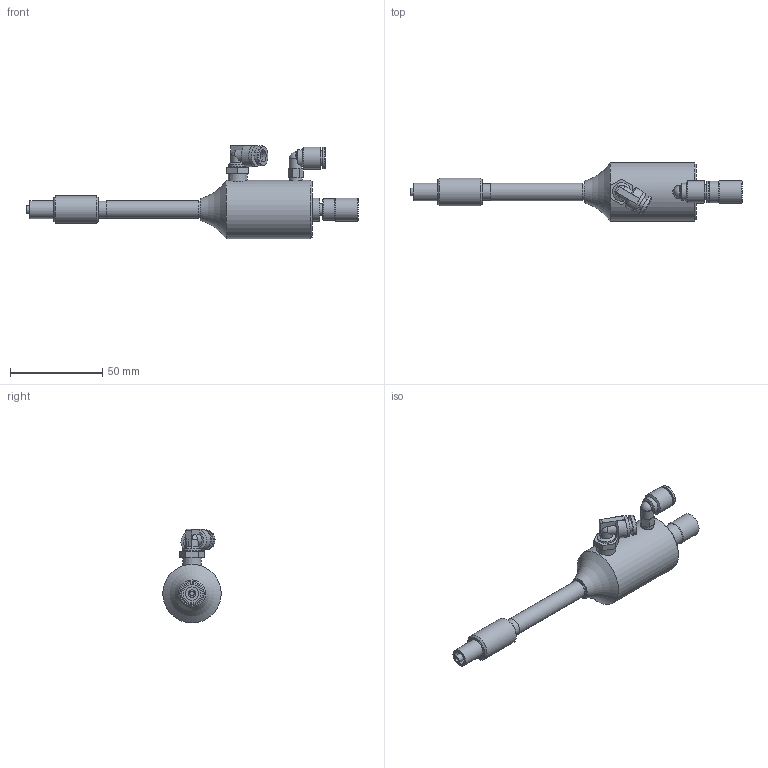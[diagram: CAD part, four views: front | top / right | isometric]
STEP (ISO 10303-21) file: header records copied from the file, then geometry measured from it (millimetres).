
FILE_DESCRIPTION (( 'STEP AP203' ), '1' );
FILE_NAME ('CD-T17384 - 400 COMPLETE.STEP', '2018-03-28T13:36:00', ( '' ), ( '' ), 'SwSTEP 2.0', 'SolidWorks 2017', '' );
FILE_SCHEMA (( 'CONFIG_CONTROL_DESIGN' ));
Length unit declared in the file: inch
Products named in the file (1): CD-T17384 - 400 COMPLETE
Bounding box: 180.16 x 31.75 x 50.9 mm (x, y, z)
Volume: 56682.3 mm3; surface area: 14129.4 mm2
Topology: 1 solids, 1 shells, 119 faces, 258 edges, 162 vertices
Faces by surface type: plane 61, cylinder 36, cone 14, torus 5, sphere 3
Full cylindrical faces by diameter (mm): 2.388 x1, 4.064 x1, 6.35 x2, 6.5 x1, 6.6 x1, 6.8 x1, 7 x2, 7.239 x1, 7.85 x1, 9.144 x2, 9.2 x1, 9.525 x1, 9.703 x1, 10 x1, 10.8 x1, 11.2 x1, 11.6 x1, 11.684 x1, 12 x1, 12.192 x2, 12.446 x2, 14.883 x1, 31.75 x1
Entity records: 3284 total; most frequent: CARTESIAN_POINT 818, DIRECTION 517, ORIENTED_EDGE 400, AXIS2_PLACEMENT_3D 220, EDGE_CURVE 200, EDGE_LOOP 191, FACE_OUTER_BOUND 151, VERTEX_POINT 151
